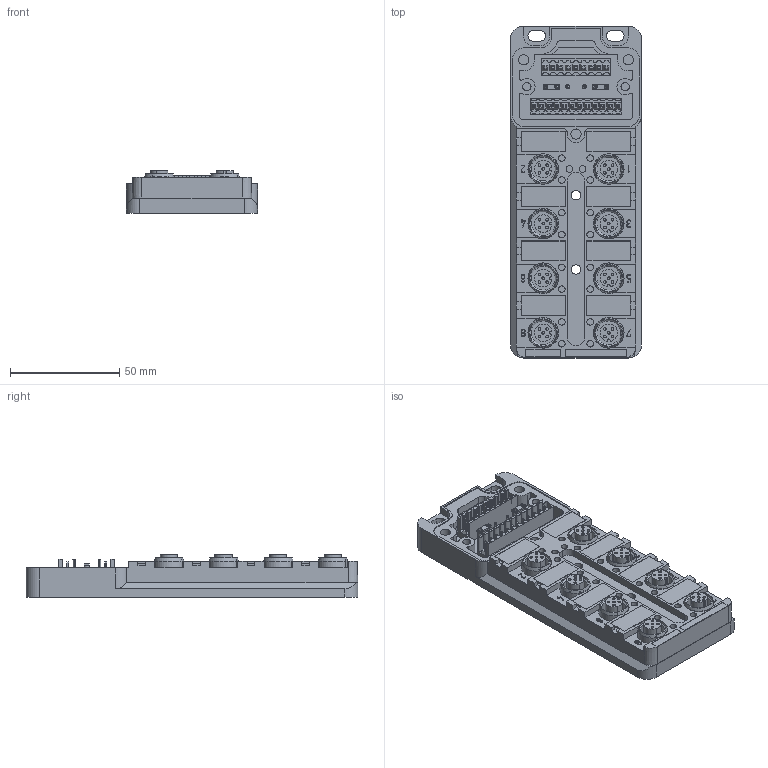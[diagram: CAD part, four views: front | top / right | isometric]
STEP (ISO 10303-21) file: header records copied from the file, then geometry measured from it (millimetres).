
FILE_DESCRIPTION(('CATIA V5 STEP Exchange','CAx-IF Rec.Pracs.--- Model Styling and Organization---1.4--- 2014-01-23'),'2;1');
FILE_NAME ('019110-3_0_1705941000_1705941000.stp','2022-05-30T07:25:48+00:00',('none'),('Weidmueller'),'CATIA Version 5-6 Release 2016 SP3 HF44','CATIA V5 STEP AP214','none');
FILE_SCHEMA(('AUTOMOTIVE_DESIGN { 1 0 10303 214 1 1 1 1 }'));
Products named in the file (1): 1705941000
Bounding box: 60 x 152 x 19.5 mm (x, y, z)
Volume: 119831.1 mm3; surface area: 57868.4 mm2
Topology: 35 solids, 35 shells, 2432 faces, 6227 edges, 4034 vertices
Faces by surface type: plane 1262, cylinder 852, cone 274, torus 32, sphere 12
Entity records: 68373 total; most frequent: CARTESIAN_POINT 13364, ORIENTED_EDGE 12430, DIRECTION 9037, EDGE_CURVE 6215, VERTEX_POINT 4034, AXIS2_PLACEMENT_3D 3857, VECTOR 3543, LINE 3543
